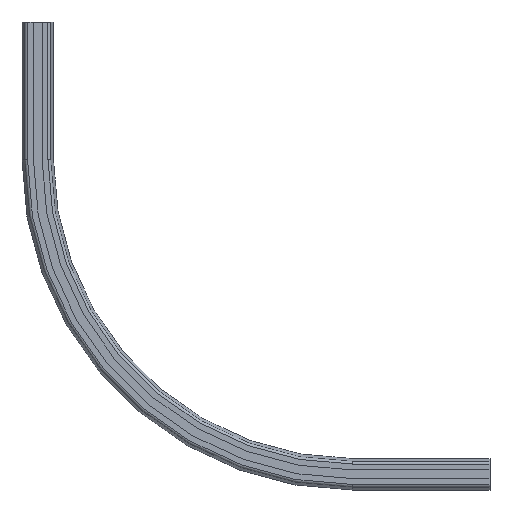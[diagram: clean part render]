
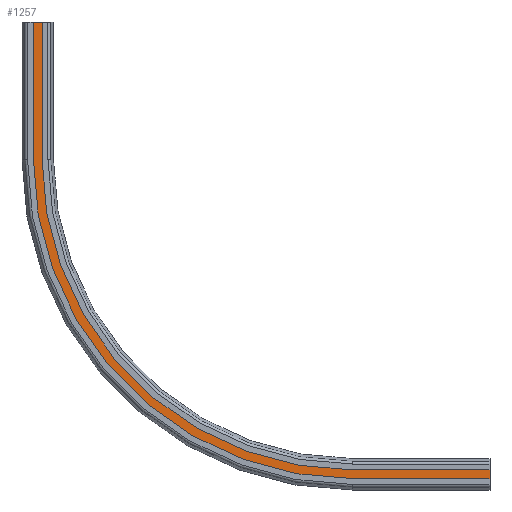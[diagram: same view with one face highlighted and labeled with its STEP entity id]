
A CAD part, front view. The second image highlights one B-rep face of the part: STEP entity #1257.
In plain terms, the highlighted planar face has unit normal (0, -1, 0).
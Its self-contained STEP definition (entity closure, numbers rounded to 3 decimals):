
#125=FACE_OUTER_BOUND('',#199,.T.);
#199=EDGE_LOOP('',(#1089,#1090,#1091,#1092,#1093,#1094,#1095,#1096));
#242=CIRCLE('',#1337,830.);
#246=CIRCLE('',#1342,770.);
#297=LINE('',#1881,#405);
#330=LINE('',#1970,#438);
#332=LINE('',#1976,#440);
#378=LINE('',#2170,#486);
#379=LINE('',#2173,#487);
#380=LINE('',#2174,#488);
#405=VECTOR('',#1459,10.);
#438=VECTOR('',#1550,10.);
#440=VECTOR('',#1556,10.);
#486=VECTOR('',#1794,10.);
#487=VECTOR('',#1797,10.);
#488=VECTOR('',#1798,10.);
#522=VERTEX_POINT('',#1878);
#523=VERTEX_POINT('',#1880);
#550=VERTEX_POINT('',#1968);
#552=VERTEX_POINT('',#1973);
#564=VERTEX_POINT('',#2018);
#566=VERTEX_POINT('',#2024);
#604=VERTEX_POINT('',#2168);
#605=VERTEX_POINT('',#2172);
#634=EDGE_CURVE('',#523,#522,#297,.T.);
#679=EDGE_CURVE('',#550,#522,#330,.T.);
#682=EDGE_CURVE('',#552,#523,#332,.T.);
#703=EDGE_CURVE('',#564,#552,#242,.T.);
#707=EDGE_CURVE('',#566,#550,#246,.T.);
#779=EDGE_CURVE('',#566,#604,#378,.T.);
#780=EDGE_CURVE('',#604,#605,#379,.T.);
#781=EDGE_CURVE('',#564,#605,#380,.T.);
#1089=ORIENTED_EDGE('',*,*,#780,.T.);
#1090=ORIENTED_EDGE('',*,*,#781,.F.);
#1091=ORIENTED_EDGE('',*,*,#703,.T.);
#1092=ORIENTED_EDGE('',*,*,#682,.T.);
#1093=ORIENTED_EDGE('',*,*,#634,.T.);
#1094=ORIENTED_EDGE('',*,*,#679,.F.);
#1095=ORIENTED_EDGE('',*,*,#707,.F.);
#1096=ORIENTED_EDGE('',*,*,#779,.T.);
#1186=PLANE('',#1412);
#1257=ADVANCED_FACE('',(#125),#1186,.T.);
#1337=AXIS2_PLACEMENT_3D('',#2019,#1608,#1609);
#1342=AXIS2_PLACEMENT_3D('',#2026,#1618,#1619);
#1412=AXIS2_PLACEMENT_3D('',#2171,#1795,#1796);
#1459=DIRECTION('',(0.,0.,1.));
#1550=DIRECTION('',(1.,0.,0.));
#1556=DIRECTION('',(1.,0.,0.));
#1608=DIRECTION('center_axis',(0.,-1.,0.));
#1609=DIRECTION('ref_axis',(-1.,0.,0.));
#1618=DIRECTION('center_axis',(0.,-1.,0.));
#1619=DIRECTION('ref_axis',(-1.,0.,0.));
#1794=DIRECTION('',(0.,0.,1.));
#1795=DIRECTION('center_axis',(0.,-1.,0.));
#1796=DIRECTION('ref_axis',(0.,0.,-1.));
#1797=DIRECTION('',(-1.,0.,0.));
#1798=DIRECTION('',(0.,0.,1.));
#1878=CARTESIAN_POINT('',(1150.,70.5,-770.));
#1880=CARTESIAN_POINT('',(1150.,70.5,-830.));
#1881=CARTESIAN_POINT('',(1150.,70.5,-770.));
#1968=CARTESIAN_POINT('',(800.,70.5,-770.));
#1970=CARTESIAN_POINT('',(800.,70.5,-770.));
#1973=CARTESIAN_POINT('',(800.,70.5,-830.));
#1976=CARTESIAN_POINT('',(800.,70.5,-830.));
#2018=CARTESIAN_POINT('',(-30.,70.5,0.));
#2019=CARTESIAN_POINT('Origin',(800.,70.5,0.));
#2024=CARTESIAN_POINT('',(30.,70.5,0.));
#2026=CARTESIAN_POINT('Origin',(800.,70.5,0.));
#2168=CARTESIAN_POINT('',(30.,70.5,350.));
#2170=CARTESIAN_POINT('',(30.,70.5,0.));
#2171=CARTESIAN_POINT('Origin',(30.,70.5,0.));
#2172=CARTESIAN_POINT('',(-30.,70.5,350.));
#2173=CARTESIAN_POINT('',(30.,70.5,350.));
#2174=CARTESIAN_POINT('',(-30.,70.5,0.));
